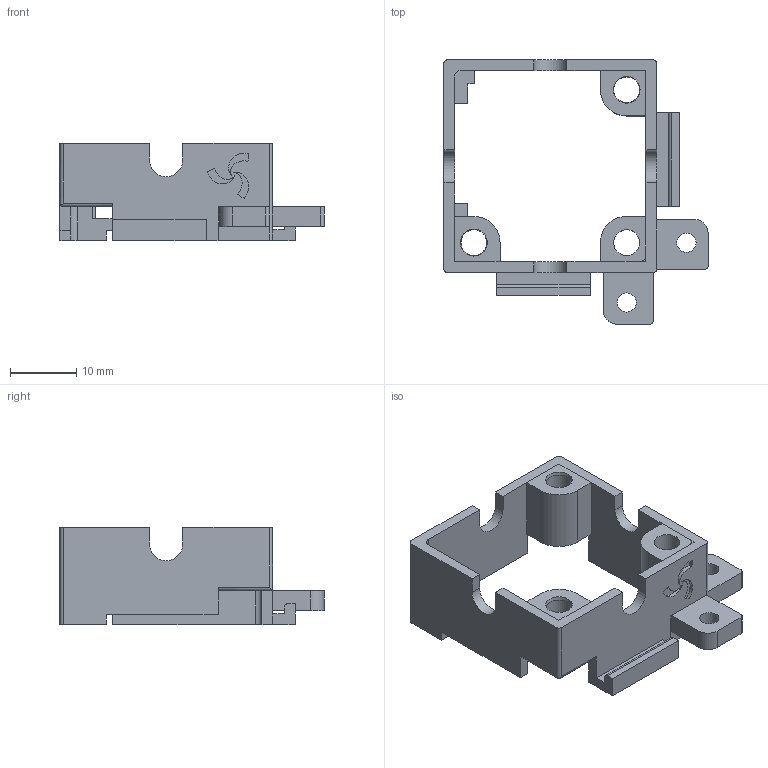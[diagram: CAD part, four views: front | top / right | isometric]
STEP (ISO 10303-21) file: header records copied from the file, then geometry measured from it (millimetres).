
FILE_DESCRIPTION(('FreeCAD Model'),'2;1');
FILE_NAME('Open CASCADE Shape Model','2023-09-11T21:46:46',(''),(''), 'Open CASCADE STEP processor 7.6','FreeCAD','Unknown');
FILE_SCHEMA(('AUTOMOTIVE_DESIGN { 1 0 10303 214 1 1 1 1 }'));
Length unit declared in the file: millimetre
Products named in the file (1): Body
Bounding box: 39.75 x 39.75 x 14.6 mm (x, y, z)
Volume: 3809.5 mm3; surface area: 4622 mm2
Topology: 1 solids, 1 shells, 153 faces, 418 edges, 271 vertices
Faces by surface type: plane 105, cylinder 31, extrusion 12, cone 5
Full cylindrical faces by diameter (mm): 2.9 x2, 3.89 x3
Entity records: 5212 total; most frequent: CARTESIAN_POINT 1275, ORIENTED_EDGE 836, DIRECTION 760, EDGE_CURVE 418, VECTOR 336, LINE 324, VERTEX_POINT 271, AXIS2_PLACEMENT_3D 212
